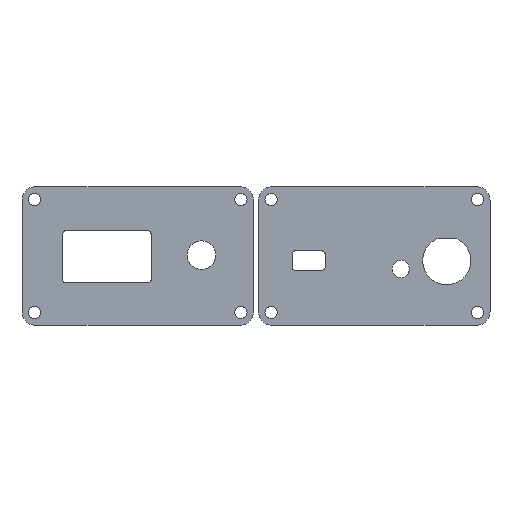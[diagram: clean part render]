
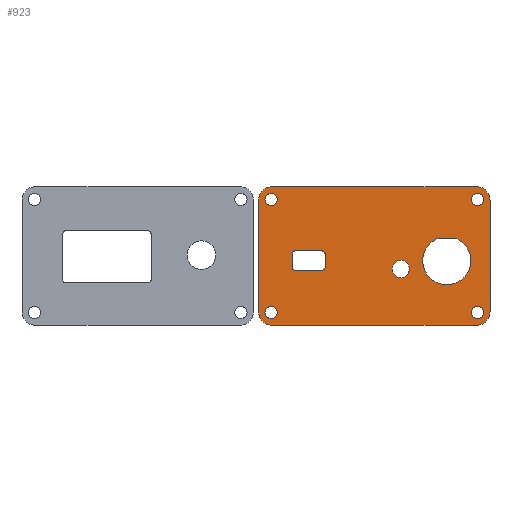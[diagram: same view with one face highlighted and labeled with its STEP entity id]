
A CAD part, top view. The second image highlights one B-rep face of the part: STEP entity #923.
In plain terms, the highlighted planar face has unit normal (0, 0, 1).
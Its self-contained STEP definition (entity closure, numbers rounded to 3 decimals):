
#39=FACE_BOUND('',#191,.T.);
#40=FACE_BOUND('',#192,.T.);
#41=FACE_BOUND('',#193,.T.);
#42=FACE_BOUND('',#194,.T.);
#43=FACE_BOUND('',#195,.T.);
#44=FACE_BOUND('',#196,.T.);
#45=FACE_BOUND('',#197,.T.);
#72=PLANE('',#1028);
#120=FACE_OUTER_BOUND('',#190,.T.);
#190=EDGE_LOOP('',(#804,#805,#806,#807,#808,#809,#810,#811));
#191=EDGE_LOOP('',(#812,#813));
#192=EDGE_LOOP('',(#814,#815,#816,#817,#818,#819,#820,#821));
#193=EDGE_LOOP('',(#822));
#194=EDGE_LOOP('',(#823));
#195=EDGE_LOOP('',(#824));
#196=EDGE_LOOP('',(#825));
#197=EDGE_LOOP('',(#826));
#241=LINE('',#1439,#309);
#244=LINE('',#1447,#312);
#249=LINE('',#1460,#317);
#253=LINE('',#1472,#321);
#257=LINE('',#1484,#325);
#260=LINE('',#1520,#328);
#264=LINE('',#1532,#332);
#268=LINE('',#1544,#336);
#272=LINE('',#1556,#340);
#309=VECTOR('',#1173,5.008);
#312=VECTOR('',#1178,3.6);
#317=VECTOR('',#1191,7.5);
#321=VECTOR('',#1203,3.6);
#325=VECTOR('',#1215,7.5);
#328=VECTOR('',#1256,58.496);
#332=VECTOR('',#1268,31.953);
#336=VECTOR('',#1280,58.496);
#340=VECTOR('',#1292,31.953);
#369=CIRCLE('',#979,6.9);
#371=CIRCLE('',#984,1.);
#373=CIRCLE('',#988,1.);
#375=CIRCLE('',#992,1.);
#377=CIRCLE('',#996,1.);
#378=CIRCLE('',#998,2.5);
#380=CIRCLE('',#1001,1.75);
#382=CIRCLE('',#1004,1.75);
#384=CIRCLE('',#1007,1.75);
#386=CIRCLE('',#1010,1.75);
#389=CIRCLE('',#1015,3.962);
#391=CIRCLE('',#1019,3.962);
#393=CIRCLE('',#1023,3.962);
#395=CIRCLE('',#1027,3.962);
#440=VERTEX_POINT('',#1432);
#441=VERTEX_POINT('',#1434);
#444=VERTEX_POINT('',#1444);
#445=VERTEX_POINT('',#1446);
#447=VERTEX_POINT('',#1452);
#449=VERTEX_POINT('',#1458);
#451=VERTEX_POINT('',#1464);
#453=VERTEX_POINT('',#1470);
#455=VERTEX_POINT('',#1476);
#457=VERTEX_POINT('',#1482);
#458=VERTEX_POINT('',#1489);
#460=VERTEX_POINT('',#1494);
#462=VERTEX_POINT('',#1499);
#464=VERTEX_POINT('',#1504);
#466=VERTEX_POINT('',#1509);
#470=VERTEX_POINT('',#1517);
#471=VERTEX_POINT('',#1519);
#473=VERTEX_POINT('',#1525);
#475=VERTEX_POINT('',#1531);
#477=VERTEX_POINT('',#1537);
#479=VERTEX_POINT('',#1543);
#481=VERTEX_POINT('',#1549);
#483=VERTEX_POINT('',#1555);
#544=EDGE_CURVE('',#441,#440,#369,.T.);
#547=EDGE_CURVE('',#440,#441,#241,.T.);
#550=EDGE_CURVE('',#445,#444,#244,.T.);
#554=EDGE_CURVE('',#444,#447,#371,.T.);
#557=EDGE_CURVE('',#447,#449,#249,.T.);
#560=EDGE_CURVE('',#449,#451,#373,.T.);
#563=EDGE_CURVE('',#451,#453,#253,.T.);
#566=EDGE_CURVE('',#453,#455,#375,.T.);
#569=EDGE_CURVE('',#455,#457,#257,.T.);
#571=EDGE_CURVE('',#457,#445,#377,.T.);
#572=EDGE_CURVE('',#458,#458,#378,.T.);
#574=EDGE_CURVE('',#460,#460,#380,.T.);
#576=EDGE_CURVE('',#462,#462,#382,.T.);
#578=EDGE_CURVE('',#464,#464,#384,.T.);
#580=EDGE_CURVE('',#466,#466,#386,.T.);
#584=EDGE_CURVE('',#471,#470,#260,.T.);
#587=EDGE_CURVE('',#473,#471,#389,.T.);
#590=EDGE_CURVE('',#475,#473,#264,.T.);
#593=EDGE_CURVE('',#477,#475,#391,.T.);
#596=EDGE_CURVE('',#479,#477,#268,.T.);
#599=EDGE_CURVE('',#481,#479,#393,.T.);
#602=EDGE_CURVE('',#483,#481,#272,.T.);
#605=EDGE_CURVE('',#470,#483,#395,.T.);
#804=ORIENTED_EDGE('',*,*,#605,.T.);
#805=ORIENTED_EDGE('',*,*,#602,.T.);
#806=ORIENTED_EDGE('',*,*,#599,.T.);
#807=ORIENTED_EDGE('',*,*,#596,.T.);
#808=ORIENTED_EDGE('',*,*,#593,.T.);
#809=ORIENTED_EDGE('',*,*,#590,.T.);
#810=ORIENTED_EDGE('',*,*,#587,.T.);
#811=ORIENTED_EDGE('',*,*,#584,.T.);
#812=ORIENTED_EDGE('',*,*,#544,.T.);
#813=ORIENTED_EDGE('',*,*,#547,.T.);
#814=ORIENTED_EDGE('',*,*,#550,.T.);
#815=ORIENTED_EDGE('',*,*,#554,.T.);
#816=ORIENTED_EDGE('',*,*,#557,.T.);
#817=ORIENTED_EDGE('',*,*,#560,.T.);
#818=ORIENTED_EDGE('',*,*,#563,.T.);
#819=ORIENTED_EDGE('',*,*,#566,.T.);
#820=ORIENTED_EDGE('',*,*,#569,.T.);
#821=ORIENTED_EDGE('',*,*,#571,.T.);
#822=ORIENTED_EDGE('',*,*,#572,.T.);
#823=ORIENTED_EDGE('',*,*,#574,.T.);
#824=ORIENTED_EDGE('',*,*,#576,.T.);
#825=ORIENTED_EDGE('',*,*,#578,.T.);
#826=ORIENTED_EDGE('',*,*,#580,.T.);
#923=ADVANCED_FACE('',(#120,#39,#40,#41,#42,#43,#44,#45),#72,.T.);
#979=AXIS2_PLACEMENT_3D('',#1435,#1167,#1168);
#984=AXIS2_PLACEMENT_3D('',#1454,#1185,#1186);
#988=AXIS2_PLACEMENT_3D('',#1466,#1197,#1198);
#992=AXIS2_PLACEMENT_3D('',#1478,#1209,#1210);
#996=AXIS2_PLACEMENT_3D('',#1487,#1220,#1221);
#998=AXIS2_PLACEMENT_3D('',#1490,#1224,#1225);
#1001=AXIS2_PLACEMENT_3D('',#1495,#1230,#1231);
#1004=AXIS2_PLACEMENT_3D('',#1500,#1236,#1237);
#1007=AXIS2_PLACEMENT_3D('',#1505,#1242,#1243);
#1010=AXIS2_PLACEMENT_3D('',#1510,#1248,#1249);
#1015=AXIS2_PLACEMENT_3D('',#1526,#1262,#1263);
#1019=AXIS2_PLACEMENT_3D('',#1538,#1274,#1275);
#1023=AXIS2_PLACEMENT_3D('',#1550,#1286,#1287);
#1027=AXIS2_PLACEMENT_3D('',#1560,#1298,#1299);
#1028=AXIS2_PLACEMENT_3D('',#1561,#1300,#1301);
#1167=DIRECTION('center_axis',(0.,0.,-1.));
#1168=DIRECTION('ref_axis',(-0.363,0.932,0.));
#1173=DIRECTION('',(1.,0.,0.));
#1178=DIRECTION('',(0.,-1.,0.));
#1185=DIRECTION('center_axis',(0.,0.,-1.));
#1186=DIRECTION('ref_axis',(0.,-1.,0.));
#1191=DIRECTION('',(-1.,0.,0.));
#1197=DIRECTION('center_axis',(0.,0.,-1.));
#1198=DIRECTION('ref_axis',(-1.,0.,0.));
#1203=DIRECTION('',(0.,1.,0.));
#1209=DIRECTION('center_axis',(0.,0.,-1.));
#1210=DIRECTION('ref_axis',(0.,1.,0.));
#1215=DIRECTION('',(1.,0.,0.));
#1220=DIRECTION('center_axis',(0.,0.,-1.));
#1221=DIRECTION('ref_axis',(1.,0.,0.));
#1224=DIRECTION('center_axis',(0.,0.,-1.));
#1225=DIRECTION('ref_axis',(-1.,0.,0.));
#1230=DIRECTION('center_axis',(0.,0.,-1.));
#1231=DIRECTION('ref_axis',(-1.,0.,0.));
#1236=DIRECTION('center_axis',(0.,0.,-1.));
#1237=DIRECTION('ref_axis',(-1.,0.,0.));
#1242=DIRECTION('center_axis',(0.,0.,-1.));
#1243=DIRECTION('ref_axis',(-1.,0.,0.));
#1248=DIRECTION('center_axis',(0.,0.,-1.));
#1249=DIRECTION('ref_axis',(-1.,0.,0.));
#1256=DIRECTION('',(1.,0.,0.));
#1262=DIRECTION('center_axis',(0.,0.,1.));
#1263=DIRECTION('ref_axis',(-1.,0.,0.));
#1268=DIRECTION('',(0.,-1.,0.));
#1274=DIRECTION('center_axis',(0.,0.,1.));
#1275=DIRECTION('ref_axis',(0.,1.,0.));
#1280=DIRECTION('',(-1.,0.,0.));
#1286=DIRECTION('center_axis',(0.,0.,1.));
#1287=DIRECTION('ref_axis',(1.,0.,0.));
#1292=DIRECTION('',(0.,1.,0.));
#1298=DIRECTION('center_axis',(0.,0.,1.));
#1299=DIRECTION('ref_axis',(0.,-1.,0.));
#1300=DIRECTION('center_axis',(0.,0.,1.));
#1301=DIRECTION('ref_axis',(1.,0.,0.));
#1432=CARTESIAN_POINT('',(119.438,25.,3.));
#1434=CARTESIAN_POINT('',(124.446,25.,3.));
#1435=CARTESIAN_POINT('Origin',(121.942,18.57,3.));
#1439=CARTESIAN_POINT('',(111.497,25.,3.));
#1444=CARTESIAN_POINT('',(87.021,16.8,3.));
#1446=CARTESIAN_POINT('',(87.021,20.4,3.));
#1447=CARTESIAN_POINT('',(87.021,18.37,3.));
#1452=CARTESIAN_POINT('',(86.021,15.8,3.));
#1454=CARTESIAN_POINT('Origin',(86.021,16.8,3.));
#1458=CARTESIAN_POINT('',(78.521,15.8,3.));
#1460=CARTESIAN_POINT('',(89.826,15.8,3.));
#1464=CARTESIAN_POINT('',(77.521,16.8,3.));
#1466=CARTESIAN_POINT('Origin',(78.521,16.8,3.));
#1470=CARTESIAN_POINT('',(77.521,20.4,3.));
#1472=CARTESIAN_POINT('',(77.521,20.169,3.));
#1476=CARTESIAN_POINT('',(78.521,21.4,3.));
#1478=CARTESIAN_POINT('Origin',(78.521,20.4,3.));
#1482=CARTESIAN_POINT('',(86.021,21.4,3.));
#1484=CARTESIAN_POINT('',(93.576,21.4,3.));
#1487=CARTESIAN_POINT('Origin',(86.021,20.4,3.));
#1489=CARTESIAN_POINT('',(111.221,16.2,3.));
#1490=CARTESIAN_POINT('Origin',(108.721,16.2,3.));
#1494=CARTESIAN_POINT('',(73.25,3.758,3.));
#1495=CARTESIAN_POINT('Origin',(71.5,3.758,3.));
#1499=CARTESIAN_POINT('',(73.25,36.12,3.));
#1500=CARTESIAN_POINT('Origin',(71.5,36.12,3.));
#1504=CARTESIAN_POINT('',(132.513,36.12,3.));
#1505=CARTESIAN_POINT('Origin',(130.763,36.12,3.));
#1509=CARTESIAN_POINT('',(132.513,3.758,3.));
#1510=CARTESIAN_POINT('Origin',(130.763,3.758,3.));
#1517=CARTESIAN_POINT('',(130.379,0.,3.));
#1519=CARTESIAN_POINT('',(71.883,0.,3.));
#1520=CARTESIAN_POINT('',(71.883,0.,3.));
#1525=CARTESIAN_POINT('',(67.921,3.962,3.));
#1526=CARTESIAN_POINT('Origin',(71.883,3.962,3.));
#1531=CARTESIAN_POINT('',(67.921,35.916,3.));
#1532=CARTESIAN_POINT('',(67.921,36.12,3.));
#1537=CARTESIAN_POINT('',(71.883,39.878,3.));
#1538=CARTESIAN_POINT('Origin',(71.883,35.916,3.));
#1543=CARTESIAN_POINT('',(130.379,39.878,3.));
#1544=CARTESIAN_POINT('',(130.379,39.878,3.));
#1549=CARTESIAN_POINT('',(134.342,35.916,3.));
#1550=CARTESIAN_POINT('Origin',(130.379,35.916,3.));
#1555=CARTESIAN_POINT('',(134.342,3.962,3.));
#1556=CARTESIAN_POINT('',(134.342,3.962,3.));
#1560=CARTESIAN_POINT('Origin',(130.379,3.962,3.));
#1561=CARTESIAN_POINT('Origin',(101.131,19.939,3.));
